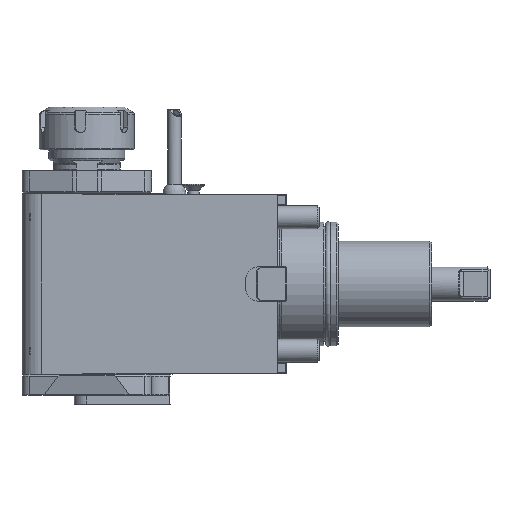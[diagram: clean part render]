
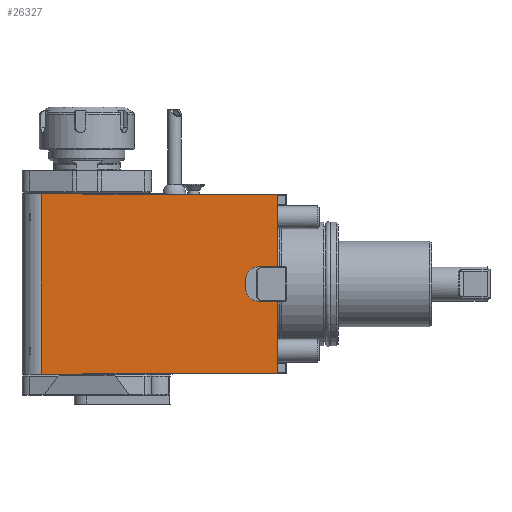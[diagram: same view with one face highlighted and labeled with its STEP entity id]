
A CAD part, left-side view. The second image highlights one B-rep face of the part: STEP entity #26327.
In plain terms, the highlighted planar face has unit normal (-1, 0, 0).
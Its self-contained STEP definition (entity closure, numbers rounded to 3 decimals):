
#629 = LINE ( 'NONE', #11108, #18313 ) ;
#747 = VERTEX_POINT ( 'NONE', #12092 ) ;
#894 = CARTESIAN_POINT ( 'NONE',  ( -47., 24., -47.5 ) ) ;
#929 = CARTESIAN_POINT ( 'NONE',  ( -47., -45., -47. ) ) ;
#1331 = ORIENTED_EDGE ( 'NONE', *, *, #24077, .F. ) ;
#2416 = ORIENTED_EDGE ( 'NONE', *, *, #5746, .T. ) ;
#2520 = CARTESIAN_POINT ( 'NONE',  ( -47., -100., 0. ) ) ;
#2730 = VERTEX_POINT ( 'NONE', #28009 ) ;
#3256 = VERTEX_POINT ( 'NONE', #26008 ) ;
#3293 = DIRECTION ( 'NONE',  ( 0., 0., -1. ) ) ;
#3497 = VECTOR ( 'NONE', #18842, 1000. ) ;
#3762 = DIRECTION ( 'NONE',  ( 0., 0., -1. ) ) ;
#3885 = DIRECTION ( 'NONE',  ( 0., 0., -1. ) ) ;
#4477 = LINE ( 'NONE', #11313, #17466 ) ;
#4823 = VERTEX_POINT ( 'NONE', #15583 ) ;
#5151 = VERTEX_POINT ( 'NONE', #25451 ) ;
#5207 = VECTOR ( 'NONE', #7237, 1000. ) ;
#5370 = EDGE_CURVE ( 'NONE', #13816, #17148, #18969, .T. ) ;
#5746 = EDGE_CURVE ( 'NONE', #2730, #19643, #9337, .T. ) ;
#5815 = AXIS2_PLACEMENT_3D ( 'NONE', #18671, #18403, #21124 ) ;
#6004 = ORIENTED_EDGE ( 'NONE', *, *, #27240, .F. ) ;
#6208 = EDGE_CURVE ( 'NONE', #28173, #4823, #8319, .T. ) ;
#6355 = LINE ( 'NONE', #13032, #10773 ) ;
#6765 = CARTESIAN_POINT ( 'NONE',  ( -47., 2., 47.5 ) ) ;
#6812 = DIRECTION ( 'NONE',  ( 0., 0., 1. ) ) ;
#6970 = ORIENTED_EDGE ( 'NONE', *, *, #6208, .F. ) ;
#6985 = EDGE_CURVE ( 'NONE', #3256, #19643, #6355, .T. ) ;
#7159 = CARTESIAN_POINT ( 'NONE',  ( -47., 24., -47.5 ) ) ;
#7237 = DIRECTION ( 'NONE',  ( 0., -1., 0. ) ) ;
#8319 = CIRCLE ( 'NONE', #27321, 6.5 ) ;
#8383 = VERTEX_POINT ( 'NONE', #9270 ) ;
#8561 = EDGE_CURVE ( 'NONE', #5151, #13854, #17855, .T. ) ;
#8656 = CARTESIAN_POINT ( 'NONE',  ( -47., -83.5, 2.5 ) ) ;
#8836 = DIRECTION ( 'NONE',  ( 0., 0., -1. ) ) ;
#8853 = CARTESIAN_POINT ( 'NONE',  ( -47., -100., -9. ) ) ;
#9215 = DIRECTION ( 'NONE',  ( 0., 0., -1. ) ) ;
#9269 = CARTESIAN_POINT ( 'NONE',  ( -47., -45., 47. ) ) ;
#9270 = CARTESIAN_POINT ( 'NONE',  ( -47., 2., -47. ) ) ;
#9337 = LINE ( 'NONE', #7159, #25858 ) ;
#9448 = EDGE_CURVE ( 'NONE', #8383, #3256, #9888, .T. ) ;
#9662 = LINE ( 'NONE', #929, #11788 ) ;
#9888 = LINE ( 'NONE', #16858, #25225 ) ;
#10716 = ORIENTED_EDGE ( 'NONE', *, *, #28483, .F. ) ;
#10773 = VECTOR ( 'NONE', #23615, 1000. ) ;
#10881 = DIRECTION ( 'NONE',  ( -1., 0., 0. ) ) ;
#10932 = LINE ( 'NONE', #28623, #17673 ) ;
#11082 = EDGE_CURVE ( 'NONE', #27615, #28173, #4477, .T. ) ;
#11108 = CARTESIAN_POINT ( 'NONE',  ( -47., -100., 9. ) ) ;
#11313 = CARTESIAN_POINT ( 'NONE',  ( -47., -83.5, -2.5 ) ) ;
#11744 = CARTESIAN_POINT ( 'NONE',  ( -47., 0., 0. ) ) ;
#11788 = VECTOR ( 'NONE', #13596, 1000. ) ;
#12023 = PLANE ( 'NONE',  #24308 ) ;
#12092 = CARTESIAN_POINT ( 'NONE',  ( -47., -90., 9. ) ) ;
#12233 = ORIENTED_EDGE ( 'NONE', *, *, #21486, .F. ) ;
#12472 = CARTESIAN_POINT ( 'NONE',  ( -47., -90., -2.5 ) ) ;
#13032 = CARTESIAN_POINT ( 'NONE',  ( -47., 34., -47.5 ) ) ;
#13560 = LINE ( 'NONE', #2520, #18647 ) ;
#13596 = DIRECTION ( 'NONE',  ( 0., 1., 0. ) ) ;
#13757 = CARTESIAN_POINT ( 'NONE',  ( -47., -100., -47. ) ) ;
#13816 = VERTEX_POINT ( 'NONE', #24582 ) ;
#13854 = VERTEX_POINT ( 'NONE', #6765 ) ;
#14337 = FACE_OUTER_BOUND ( 'NONE', #17826, .T. ) ;
#14343 = CARTESIAN_POINT ( 'NONE',  ( -47., -45., 47.5 ) ) ;
#15039 = VECTOR ( 'NONE', #6812, 1000. ) ;
#15429 = CARTESIAN_POINT ( 'NONE',  ( -47., -83.5, -2.5 ) ) ;
#15583 = CARTESIAN_POINT ( 'NONE',  ( -47., -90., -9. ) ) ;
#16858 = CARTESIAN_POINT ( 'NONE',  ( -47., 2., -47. ) ) ;
#17148 = VERTEX_POINT ( 'NONE', #22612 ) ;
#17284 = EDGE_CURVE ( 'NONE', #5151, #13816, #24778, .T. ) ;
#17466 = VECTOR ( 'NONE', #8836, 1000. ) ;
#17673 = VECTOR ( 'NONE', #18326, 1000. ) ;
#17826 = EDGE_LOOP ( 'NONE', ( #24975, #26278, #25384, #6004, #2416, #23089, #22666, #12233, #1331, #10716, #6970, #19135, #20462, #27937 ) ) ;
#17855 = LINE ( 'NONE', #26679, #15039 ) ;
#18313 = VECTOR ( 'NONE', #27188, 1000. ) ;
#18326 = DIRECTION ( 'NONE',  ( 0., -1., 0. ) ) ;
#18403 = DIRECTION ( 'NONE',  ( -1., 0., 0. ) ) ;
#18647 = VECTOR ( 'NONE', #9215, 1000. ) ;
#18671 = CARTESIAN_POINT ( 'NONE',  ( -47., -90., 2.5 ) ) ;
#18842 = DIRECTION ( 'NONE',  ( 0., 0., -1. ) ) ;
#18969 = LINE ( 'NONE', #25453, #3497 ) ;
#19135 = ORIENTED_EDGE ( 'NONE', *, *, #11082, .F. ) ;
#19185 = EDGE_CURVE ( 'NONE', #17148, #747, #629, .T. ) ;
#19643 = VERTEX_POINT ( 'NONE', #894 ) ;
#20462 = ORIENTED_EDGE ( 'NONE', *, *, #26601, .F. ) ;
#21110 = CIRCLE ( 'NONE', #5815, 6.5 ) ;
#21124 = DIRECTION ( 'NONE',  ( 0., 0., 1. ) ) ;
#21486 = EDGE_CURVE ( 'NONE', #26462, #8383, #9662, .T. ) ;
#22612 = CARTESIAN_POINT ( 'NONE',  ( -47., -100., 9. ) ) ;
#22666 = ORIENTED_EDGE ( 'NONE', *, *, #9448, .F. ) ;
#23049 = DIRECTION ( 'NONE',  ( 1., 0., 0. ) ) ;
#23089 = ORIENTED_EDGE ( 'NONE', *, *, #6985, .F. ) ;
#23615 = DIRECTION ( 'NONE',  ( 0., 1., 0. ) ) ;
#24077 = EDGE_CURVE ( 'NONE', #26139, #26462, #13560, .T. ) ;
#24308 = AXIS2_PLACEMENT_3D ( 'NONE', #11744, #23049, #3293 ) ;
#24582 = CARTESIAN_POINT ( 'NONE',  ( -47., -100., 47. ) ) ;
#24778 = LINE ( 'NONE', #9269, #5207 ) ;
#24852 = DIRECTION ( 'NONE',  ( 0., 0., -1. ) ) ;
#24975 = ORIENTED_EDGE ( 'NONE', *, *, #5370, .F. ) ;
#25225 = VECTOR ( 'NONE', #3762, 1000. ) ;
#25347 = LINE ( 'NONE', #14343, #28071 ) ;
#25384 = ORIENTED_EDGE ( 'NONE', *, *, #8561, .T. ) ;
#25451 = CARTESIAN_POINT ( 'NONE',  ( -47., 2., 47. ) ) ;
#25453 = CARTESIAN_POINT ( 'NONE',  ( -47., -100., 0. ) ) ;
#25858 = VECTOR ( 'NONE', #24852, 1000. ) ;
#26008 = CARTESIAN_POINT ( 'NONE',  ( -47., 2., -47.5 ) ) ;
#26139 = VERTEX_POINT ( 'NONE', #8853 ) ;
#26278 = ORIENTED_EDGE ( 'NONE', *, *, #17284, .F. ) ;
#26327 = ADVANCED_FACE ( 'Defeature completata1_11', ( #14337 ), #12023, .F. ) ;
#26462 = VERTEX_POINT ( 'NONE', #13757 ) ;
#26601 = EDGE_CURVE ( 'NONE', #747, #27615, #21110, .T. ) ;
#26679 = CARTESIAN_POINT ( 'NONE',  ( -47., 2., 47. ) ) ;
#27188 = DIRECTION ( 'NONE',  ( 0., 1., 0. ) ) ;
#27240 = EDGE_CURVE ( 'NONE', #2730, #13854, #25347, .T. ) ;
#27321 = AXIS2_PLACEMENT_3D ( 'NONE', #12472, #10881, #3885 ) ;
#27615 = VERTEX_POINT ( 'NONE', #8656 ) ;
#27826 = DIRECTION ( 'NONE',  ( 0., -1., 0. ) ) ;
#27937 = ORIENTED_EDGE ( 'NONE', *, *, #19185, .F. ) ;
#28009 = CARTESIAN_POINT ( 'NONE',  ( -47., 24., 47.5 ) ) ;
#28071 = VECTOR ( 'NONE', #27826, 1000. ) ;
#28173 = VERTEX_POINT ( 'NONE', #15429 ) ;
#28483 = EDGE_CURVE ( 'NONE', #4823, #26139, #10932, .T. ) ;
#28623 = CARTESIAN_POINT ( 'NONE',  ( -47., -100., -9. ) ) ;
